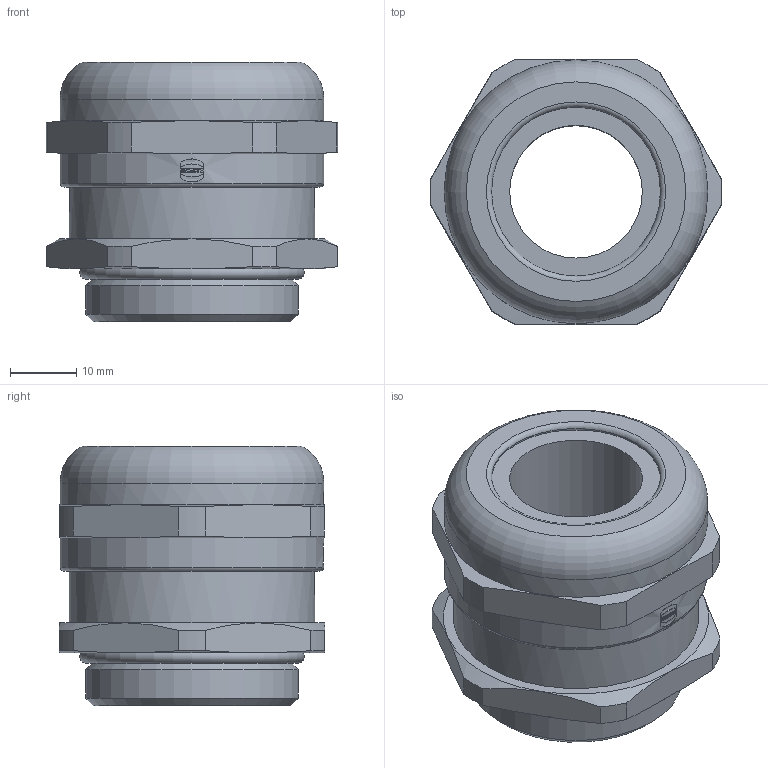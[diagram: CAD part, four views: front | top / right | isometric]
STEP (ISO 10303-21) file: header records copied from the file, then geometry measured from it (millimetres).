
FILE_DESCRIPTION(/* description */ (''),/* implementation_level */ '2;1');
FILE_NAME(/* name */ '100576946ugm000_e.stp',/* time_stamp */ '2019-01-23T16:32:06+01:00',/* author */ (''),/* organization */ (''),/* preprocessor_version */ 'ST-DEVELOPER v16.7',/* originating_system */ 'SIEMENS PLM Software NX 12.0',/* authorisation */ '');
FILE_SCHEMA (('AUTOMOTIVE_DESIGN { 1 0 10303 214 3 1 1 1 }'));
Length unit declared in the file: millimetre
Products named in the file (1): 100576946ugm000_e
Bounding box: 43.98 x 40 x 39.1 mm (x, y, z)
Volume: 31725.7 mm3; surface area: 9636.3 mm2
Topology: 1 solids, 1 shells, 287 faces, 885 edges, 711 vertices
Faces by surface type: bspline 123, plane 113, cylinder 30, cone 17, torus 4
Full cylindrical faces by diameter (mm): 20 x1, 25.45 x1, 29.8 x1, 32 x1, 37 x1, 39.7 x2
Entity records: 13347 total; most frequent: CARTESIAN_POINT 4392, ORIENTED_EDGE 1546, DIRECTION 1118, EDGE_CURVE 773, LINE 540, VECTOR 540, VERTEX_POINT 520, PRESENTATION_STYLE_ASSIGNMENT 325
